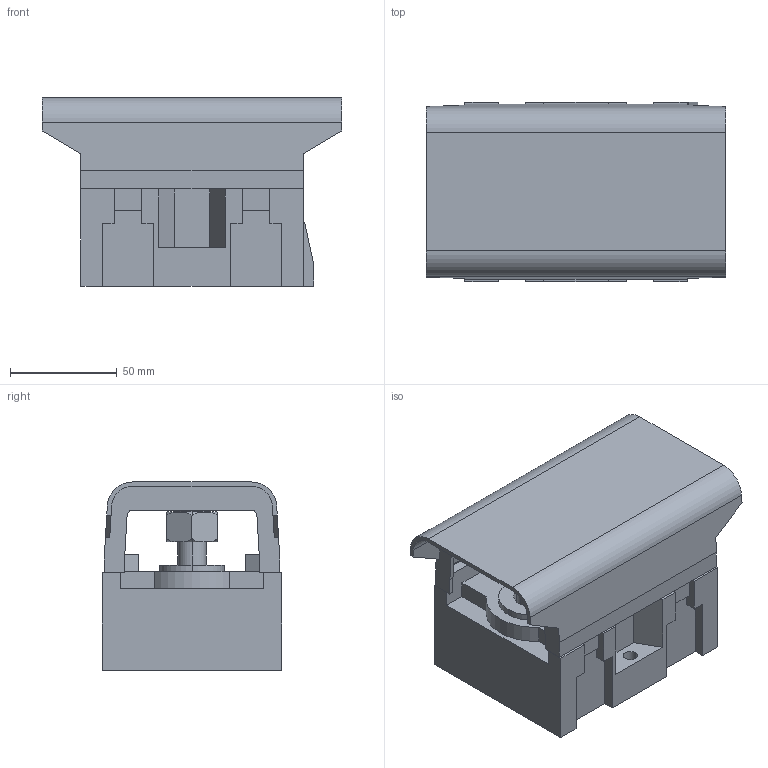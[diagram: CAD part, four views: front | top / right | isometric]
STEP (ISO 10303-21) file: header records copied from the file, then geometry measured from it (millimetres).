
FILE_DESCRIPTION((''),'2;1');
FILE_NAME('123','2022-06-15T08:47:25',('Administrator'),(''),'CREO PARAMETRIC BY PTC INC, 2016510','CREO PARAMETRIC BY PTC INC, 2016510','');
FILE_SCHEMA(('CONFIG_CONTROL_DESIGN','SHAPE_APPEARANCE_LAYERS_GROUPS'));
Length unit declared in the file: millimetre
Products named in the file (1): 123
Bounding box: 140 x 84 x 88.1 mm (x, y, z)
Volume: 434057.4 mm3; surface area: 97259.5 mm2
Topology: 2 solids, 2 shells, 207 faces, 578 edges, 386 vertices
Faces by surface type: plane 165, cylinder 34, torus 8
Entity records: 6975 total; most frequent: CARTESIAN_POINT 1531, ORIENTED_EDGE 1156, DIRECTION 1062, EDGE_CURVE 578, VECTOR 460, LINE 460, VERTEX_POINT 386, AXIS2_PLACEMENT_3D 301
